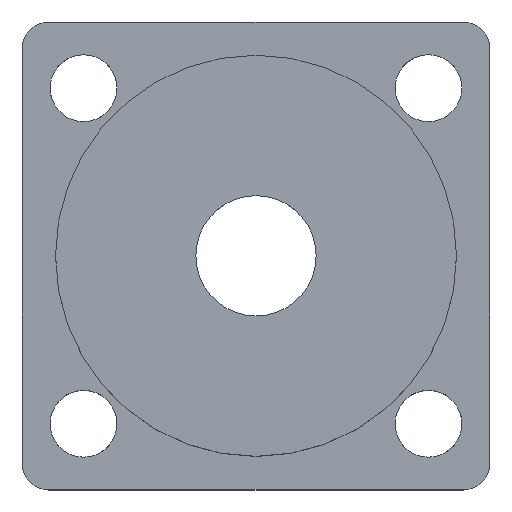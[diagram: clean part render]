
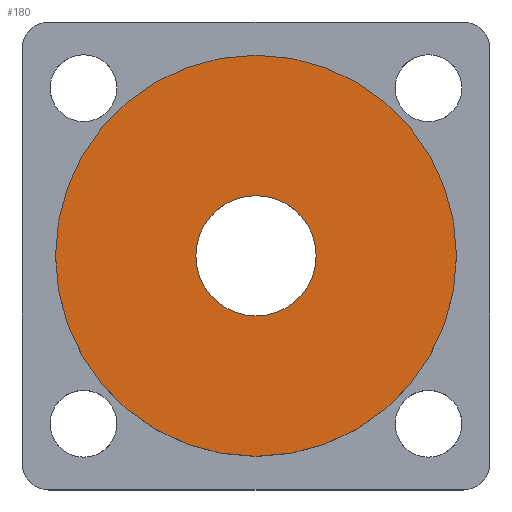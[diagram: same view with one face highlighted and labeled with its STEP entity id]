
A CAD part, top view. The second image highlights one B-rep face of the part: STEP entity #180.
In plain terms, the highlighted face is planar.
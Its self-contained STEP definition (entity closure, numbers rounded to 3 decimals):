
#81=CARTESIAN_POINT('Vertex',(6.,0.,4.5)) ;
#84=CARTESIAN_POINT('Axis2P3D Location',(6.,0.,0.)) ;
#88=CARTESIAN_POINT('Vertex',(6.,0.,-4.5)) ;
#141=CARTESIAN_POINT('Axis2P3D Location',(6.,0.,0.)) ;
#153=CARTESIAN_POINT('Axis2P3D Location',(6.,0.,0.)) ;
#158=CARTESIAN_POINT('Axis2P3D Location',(6.,0.,0.)) ;
#162=CARTESIAN_POINT('Vertex',(6.,0.,15.)) ;
#164=CARTESIAN_POINT('Vertex',(6.,0.,-15.)) ;
#167=CARTESIAN_POINT('Axis2P3D Location',(6.,0.,0.)) ;
#85=DIRECTION('Axis2P3D Direction',(1.,-0.,0.)) ;
#142=DIRECTION('Axis2P3D Direction',(1.,-0.,0.)) ;
#154=DIRECTION('Axis2P3D Direction',(1.,0.,0.)) ;
#155=DIRECTION('Axis2P3D XDirection',(0.,0.,-1.)) ;
#159=DIRECTION('Axis2P3D Direction',(1.,0.,0.)) ;
#168=DIRECTION('Axis2P3D Direction',(1.,0.,0.)) ;
#86=AXIS2_PLACEMENT_3D('Circle Axis2P3D',#84,#85,$) ;
#143=AXIS2_PLACEMENT_3D('Circle Axis2P3D',#141,#142,$) ;
#156=AXIS2_PLACEMENT_3D('Plane Axis2P3D',#153,#154,#155) ;
#160=AXIS2_PLACEMENT_3D('Circle Axis2P3D',#158,#159,$) ;
#169=AXIS2_PLACEMENT_3D('Circle Axis2P3D',#167,#168,$) ;
#173=ORIENTED_EDGE('',*,*,#166,.T.) ;
#174=ORIENTED_EDGE('',*,*,#171,.T.) ;
#177=ORIENTED_EDGE('',*,*,#145,.F.) ;
#178=ORIENTED_EDGE('',*,*,#90,.F.) ;
#179=FACE_BOUND('',#176,.T.) ;
#180=ADVANCED_FACE('Cortar-Extruir2',(#175,#179),#157,.T.) ;
#87=CIRCLE('generated circle',#86,4.5) ;
#144=CIRCLE('generated circle',#143,4.5) ;
#161=CIRCLE('generated circle',#160,15.) ;
#170=CIRCLE('generated circle',#169,15.) ;
#90=EDGE_CURVE('',#82,#89,#87,.T.) ;
#145=EDGE_CURVE('',#89,#82,#144,.T.) ;
#166=EDGE_CURVE('',#163,#165,#161,.T.) ;
#171=EDGE_CURVE('',#165,#163,#170,.T.) ;
#172=EDGE_LOOP('',(#173,#174)) ;
#176=EDGE_LOOP('',(#177,#178)) ;
#175=FACE_OUTER_BOUND('',#172,.T.) ;
#157=PLANE('Plane',#156) ;
#82=VERTEX_POINT('',#81) ;
#89=VERTEX_POINT('',#88) ;
#163=VERTEX_POINT('',#162) ;
#165=VERTEX_POINT('',#164) ;
